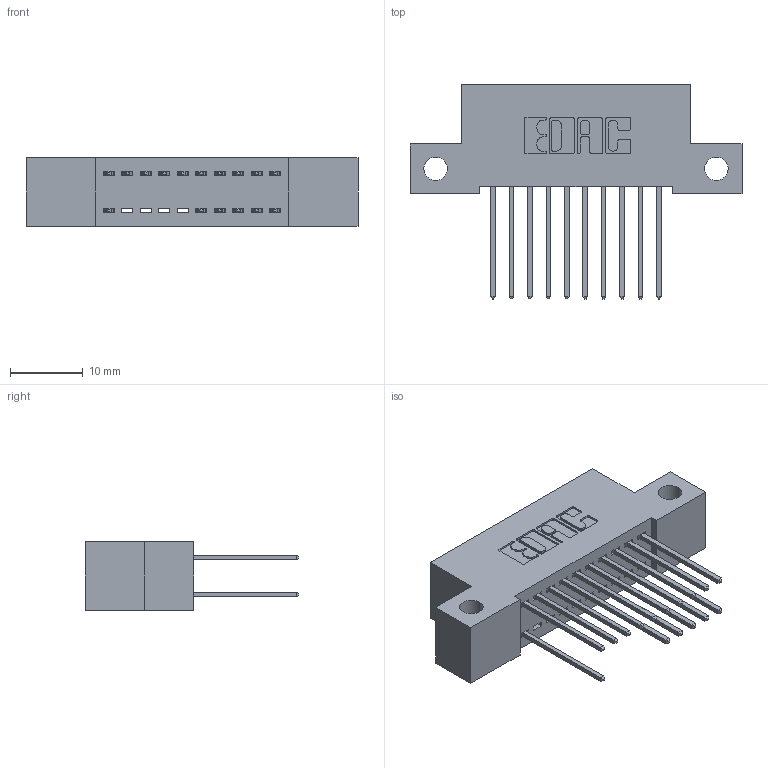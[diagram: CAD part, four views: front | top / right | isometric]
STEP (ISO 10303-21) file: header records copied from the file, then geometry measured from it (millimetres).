
FILE_DESCRIPTION (( 'STEP AP203' ), '1' );
FILE_NAME ('392-020-540-212.STEP', '2018-08-15T06:33:00', ( '' ), ( '' ), 'SwSTEP 2.0', 'SolidWorks 2016', '' );
FILE_SCHEMA (( 'CONFIG_CONTROL_DESIGN' ));
Length unit declared in the file: inch
Products named in the file (3): 342 Part_Side Mount; 345-292-001_345-293-140; 392-020-540-212
Assembly tree (17 placements, depth 2):
  392-020-540-212
    342 Part_Side Mount
    345-292-001_345-293-140  x16
Bounding box: 45.72 x 29.47 x 9.4 mm (x, y, z)
Volume: 3907.2 mm3; surface area: 5482.4 mm2
Topology: 17 solids, 17 shells, 966 faces, 2863 edges, 1886 vertices
Faces by surface type: plane 666, cylinder 300
Entity records: 10333 total; most frequent: CARTESIAN_POINT 1766, ORIENTED_EDGE 1706, DIRECTION 1561, EDGE_CURVE 853, VECTOR 725, LINE 725, VERTEX_POINT 566, AXIS2_PLACEMENT_3D 418
